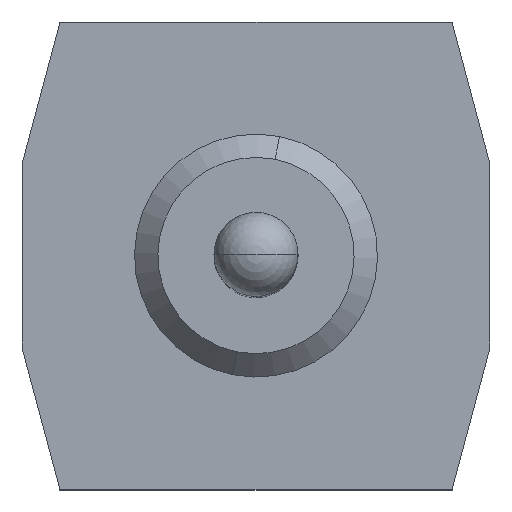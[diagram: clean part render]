
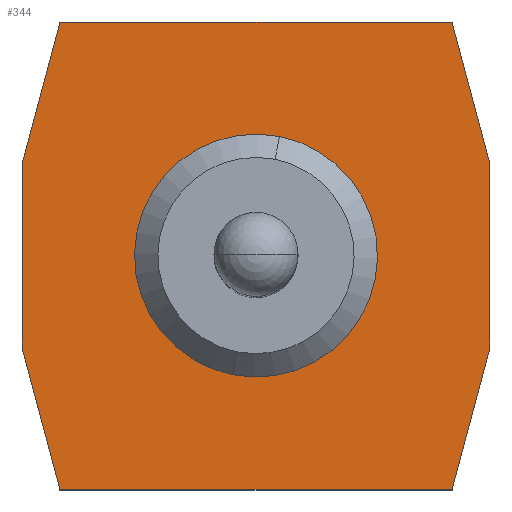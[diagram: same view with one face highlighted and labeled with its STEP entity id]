
A CAD part, top view. The second image highlights one B-rep face of the part: STEP entity #344.
In plain terms, the highlighted planar face has unit normal (0, 0, 1).
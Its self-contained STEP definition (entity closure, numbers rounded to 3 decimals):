
#70=CARTESIAN_POINT('',(1.066,1.27,3.861));
#71=VERTEX_POINT('',#70);
#72=CARTESIAN_POINT('',(1.27,0.508,3.861));
#73=VERTEX_POINT('',#72);
#74=CARTESIAN_POINT('',(1.066,1.27,3.861));
#75=DIRECTION('',(0.259,-0.966,0.0));
#76=VECTOR('',#75,0.789);
#77=LINE('',#74,#76);
#78=EDGE_CURVE('',#71,#73,#77,.T.);
#110=CARTESIAN_POINT('',(1.27,-0.508,3.861));
#111=VERTEX_POINT('',#110);
#112=CARTESIAN_POINT('',(1.27,0.508,3.861));
#113=DIRECTION('',(0.0,-1.0,0.0));
#114=VECTOR('',#113,1.016);
#115=LINE('',#112,#114);
#116=EDGE_CURVE('',#73,#111,#115,.T.);
#141=CARTESIAN_POINT('',(1.066,-1.27,3.861));
#142=VERTEX_POINT('',#141);
#143=CARTESIAN_POINT('',(1.27,-0.508,3.861));
#144=DIRECTION('',(-0.259,-0.966,0.0));
#145=VECTOR('',#144,0.789);
#146=LINE('',#143,#145);
#147=EDGE_CURVE('',#111,#142,#146,.T.);
#172=CARTESIAN_POINT('',(-1.066,-1.27,3.861));
#173=VERTEX_POINT('',#172);
#174=CARTESIAN_POINT('',(1.066,-1.27,3.861));
#175=DIRECTION('',(-1.0,0.0,0.0));
#176=VECTOR('',#175,2.132);
#177=LINE('',#174,#176);
#178=EDGE_CURVE('',#142,#173,#177,.T.);
#203=CARTESIAN_POINT('',(-1.27,-0.508,3.861));
#204=VERTEX_POINT('',#203);
#205=CARTESIAN_POINT('',(-1.066,-1.27,3.861));
#206=DIRECTION('',(-0.259,0.966,0.0));
#207=VECTOR('',#206,0.789);
#208=LINE('',#205,#207);
#209=EDGE_CURVE('',#173,#204,#208,.T.);
#234=CARTESIAN_POINT('',(-1.27,0.508,3.861));
#235=VERTEX_POINT('',#234);
#236=CARTESIAN_POINT('',(-1.27,-0.508,3.861));
#237=DIRECTION('',(0.0,1.0,0.0));
#238=VECTOR('',#237,1.016);
#239=LINE('',#236,#238);
#240=EDGE_CURVE('',#204,#235,#239,.T.);
#265=CARTESIAN_POINT('',(-1.066,1.27,3.861));
#266=VERTEX_POINT('',#265);
#267=CARTESIAN_POINT('',(-1.27,0.508,3.861));
#268=DIRECTION('',(0.259,0.966,0.0));
#269=VECTOR('',#268,0.789);
#270=LINE('',#267,#269);
#271=EDGE_CURVE('',#235,#266,#270,.T.);
#296=CARTESIAN_POINT('',(-1.066,1.27,3.861));
#297=DIRECTION('',(1.0,0.0,0.0));
#298=VECTOR('',#297,2.132);
#299=LINE('',#296,#298);
#300=EDGE_CURVE('',#266,#71,#299,.T.);
#329=CARTESIAN_POINT('',(0.,0.,3.861));
#330=DIRECTION('',(0.0,0.0,-1.0));
#331=DIRECTION('',(-1.0,0.0,0.0));
#332=AXIS2_PLACEMENT_3D('',#329,#330,#331);
#333=PLANE('',#332);
#334=ORIENTED_EDGE('',*,*,#78,.F.);
#335=ORIENTED_EDGE('',*,*,#300,.F.);
#336=ORIENTED_EDGE('',*,*,#271,.F.);
#337=ORIENTED_EDGE('',*,*,#240,.F.);
#338=ORIENTED_EDGE('',*,*,#209,.F.);
#339=ORIENTED_EDGE('',*,*,#178,.F.);
#340=ORIENTED_EDGE('',*,*,#147,.F.);
#341=ORIENTED_EDGE('',*,*,#116,.F.);
#342=EDGE_LOOP('',(#334,#335,#336,#337,#338,#339,#340,#341));
#343=FACE_OUTER_BOUND('',#342,.T.);
#344=ADVANCED_FACE('',(#343),#333,.F.);
